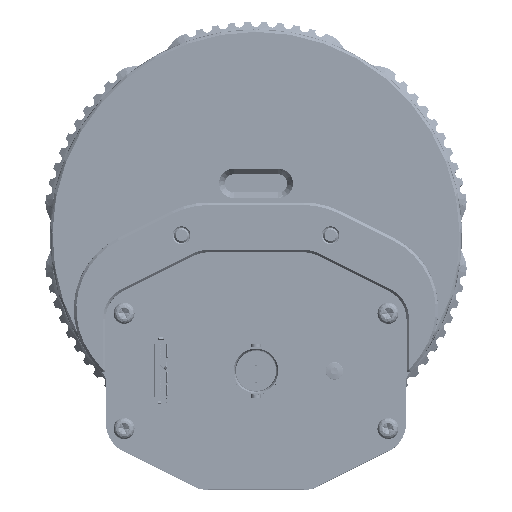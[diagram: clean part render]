
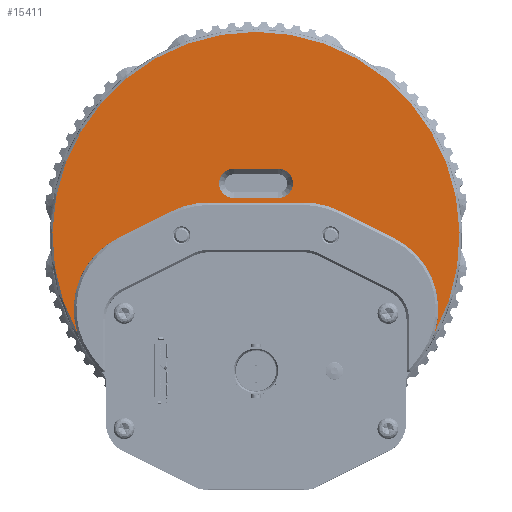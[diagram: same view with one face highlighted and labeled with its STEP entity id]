
A CAD part, top view. The second image highlights one B-rep face of the part: STEP entity #15411.
In plain terms, the highlighted planar face has unit normal (0, 0, 1).
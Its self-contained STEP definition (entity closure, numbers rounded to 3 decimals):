
#11718 = VERTEX_POINT ( 'NONE', #245983 ) ;
#12159 = VERTEX_POINT ( 'NONE', #182831 ) ;
#15411 = ADVANCED_FACE ( 'NONE', ( #27421, #27165 ), #27027, .T. ) ;
#23297 = DIRECTION ( 'NONE',  ( 1., 0., 0. ) ) ;
#23351 = DIRECTION ( 'NONE',  ( 0., 0., 1. ) ) ;
#23414 = CARTESIAN_POINT ( 'NONE',  ( 0., 0., -4.488 ) ) ;
#26643 = DIRECTION ( 'NONE',  ( 1., 0., 0. ) ) ;
#27027 = PLANE ( 'NONE',  #306153 ) ;
#27165 = FACE_OUTER_BOUND ( 'NONE', #277433, .T. ) ;
#27421 = FACE_BOUND ( 'NONE', #30778, .T. ) ;
#28180 = VERTEX_POINT ( 'NONE', #167036 ) ;
#30778 = EDGE_LOOP ( 'NONE', ( #50004, #132701, #249814, #240440 ) ) ;
#31619 = VERTEX_POINT ( 'NONE', #52503 ) ;
#31750 = CARTESIAN_POINT ( 'NONE',  ( 20.695, 12.501, -4.488 ) ) ;
#37765 = ORIENTED_EDGE ( 'NONE', *, *, #275303, .F. ) ;
#39127 = AXIS2_PLACEMENT_3D ( 'NONE', #300207, #74141, #174699 ) ;
#42428 = CIRCLE ( 'NONE', #226713, 16.35 ) ;
#42664 = VECTOR ( 'NONE', #307639, 1000. ) ;
#47526 = CARTESIAN_POINT ( 'NONE',  ( 16.925, 32.274, -4.488 ) ) ;
#47676 = CARTESIAN_POINT ( 'NONE',  ( 4.5, 40.85, -4.488 ) ) ;
#47850 = AXIS2_PLACEMENT_3D ( 'NONE', #151985, #252574, #26643 ) ;
#49619 = CARTESIAN_POINT ( 'NONE',  ( -27.85, 26.812, -4.488 ) ) ;
#50004 = ORIENTED_EDGE ( 'NONE', *, *, #219923, .T. ) ;
#50256 = CARTESIAN_POINT ( 'NONE',  ( 9.613, 17.65, -4.488 ) ) ;
#51016 = ORIENTED_EDGE ( 'NONE', *, *, #123423, .T. ) ;
#51158 = DIRECTION ( 'NONE',  ( 0., 0., 1. ) ) ;
#51428 = AXIS2_PLACEMENT_3D ( 'NONE', #84827, #185311, #286137 ) ;
#52314 = CIRCLE ( 'NONE', #236535, 2.95 ) ;
#52503 = CARTESIAN_POINT ( 'NONE',  ( -9.613, 34., -4.488 ) ) ;
#61859 = DIRECTION ( 'NONE',  ( 1., 0., 0. ) ) ;
#66606 = CIRCLE ( 'NONE', #250951, 16. ) ;
#72721 = CARTESIAN_POINT ( 'NONE',  ( 27.85, 26.812, -4.488 ) ) ;
#74141 = DIRECTION ( 'NONE',  ( 0., 0., 1. ) ) ;
#84827 = CARTESIAN_POINT ( 'NONE',  ( -9.613, 17.65, -4.488 ) ) ;
#91406 = CARTESIAN_POINT ( 'NONE',  ( 9.613, 34., -4.488 ) ) ;
#91899 = DIRECTION ( 'NONE',  ( 0., 0., -1. ) ) ;
#92816 = CARTESIAN_POINT ( 'NONE',  ( -4.5, 34.95, -4.488 ) ) ;
#99107 = LINE ( 'NONE', #199630, #170142 ) ;
#100660 = LINE ( 'NONE', #201203, #206073 ) ;
#104934 = VERTEX_POINT ( 'NONE', #91406 ) ;
#106224 = LINE ( 'NONE', #206782, #42664 ) ;
#123423 = EDGE_CURVE ( 'NONE', #12159, #272257, #282173, .T. ) ;
#124389 = ORIENTED_EDGE ( 'NONE', *, *, #267900, .F. ) ;
#132385 = DIRECTION ( 'NONE',  ( 0., 0., 1. ) ) ;
#132701 = ORIENTED_EDGE ( 'NONE', *, *, #151937, .T. ) ;
#139915 = AXIS2_PLACEMENT_3D ( 'NONE', #277196, #51158, #151727 ) ;
#148158 = DIRECTION ( 'NONE',  ( -0.894, 0.447, 0. ) ) ;
#150891 = DIRECTION ( 'NONE',  ( 0., 0., 1. ) ) ;
#151727 = DIRECTION ( 'NONE',  ( 1., 0., 0. ) ) ;
#151937 = EDGE_CURVE ( 'NONE', #28180, #188997, #187142, .T. ) ;
#151985 = CARTESIAN_POINT ( 'NONE',  ( -4.5, 37.9, -4.488 ) ) ;
#153536 = EDGE_CURVE ( 'NONE', #203205, #104934, #42428, .T. ) ;
#162364 = EDGE_CURVE ( 'NONE', #11718, #290327, #106224, .T. ) ;
#167036 = CARTESIAN_POINT ( 'NONE',  ( -4.5, 40.85, -4.488 ) ) ;
#168520 = CARTESIAN_POINT ( 'NONE',  ( -35.958, 7.701, -4.488 ) ) ;
#170142 = VECTOR ( 'NONE', #300400, 1000. ) ;
#174699 = DIRECTION ( 'NONE',  ( 1., 0., 0. ) ) ;
#181247 = CIRCLE ( 'NONE', #39127, 16. ) ;
#182831 = CARTESIAN_POINT ( 'NONE',  ( 35.958, 7.701, -4.488 ) ) ;
#185311 = DIRECTION ( 'NONE',  ( 0., 0., 1. ) ) ;
#187142 = LINE ( 'NONE', #287938, #321488 ) ;
#188997 = VERTEX_POINT ( 'NONE', #47676 ) ;
#190054 = CIRCLE ( 'NONE', #47850, 2.95 ) ;
#191926 = EDGE_CURVE ( 'NONE', #238563, #203205, #273633, .T. ) ;
#192421 = DIRECTION ( 'NONE',  ( 1., 0., 0. ) ) ;
#193559 = CIRCLE ( 'NONE', #51428, 16.35 ) ;
#199630 = CARTESIAN_POINT ( 'NONE',  ( -4.5, 34.95, -4.488 ) ) ;
#201203 = CARTESIAN_POINT ( 'NONE',  ( -9.613, 34., -4.488 ) ) ;
#202111 = VERTEX_POINT ( 'NONE', #206715 ) ;
#203205 = VERTEX_POINT ( 'NONE', #262543 ) ;
#206073 = VECTOR ( 'NONE', #301987, 1000. ) ;
#206715 = CARTESIAN_POINT ( 'NONE',  ( 4.5, 34.95, -4.488 ) ) ;
#206782 = CARTESIAN_POINT ( 'NONE',  ( -27.85, 26.812, -4.488 ) ) ;
#212876 = EDGE_CURVE ( 'NONE', #188997, #202111, #52314, .T. ) ;
#219923 = EDGE_CURVE ( 'NONE', #259772, #28180, #190054, .T. ) ;
#220833 = ORIENTED_EDGE ( 'NONE', *, *, #191926, .F. ) ;
#226713 = AXIS2_PLACEMENT_3D ( 'NONE', #50256, #150891, #251463 ) ;
#229039 = ORIENTED_EDGE ( 'NONE', *, *, #316815, .F. ) ;
#232788 = DIRECTION ( 'NONE',  ( 1., 0., 0. ) ) ;
#236535 = AXIS2_PLACEMENT_3D ( 'NONE', #318031, #91899, #192421 ) ;
#238563 = VERTEX_POINT ( 'NONE', #72721 ) ;
#240440 = ORIENTED_EDGE ( 'NONE', *, *, #240552, .T. ) ;
#240552 = EDGE_CURVE ( 'NONE', #202111, #259772, #99107, .T. ) ;
#245983 = CARTESIAN_POINT ( 'NONE',  ( -16.925, 32.274, -4.488 ) ) ;
#249814 = ORIENTED_EDGE ( 'NONE', *, *, #212876, .T. ) ;
#250951 = AXIS2_PLACEMENT_3D ( 'NONE', #31750, #132385, #232788 ) ;
#251463 = DIRECTION ( 'NONE',  ( 1., 0., 0. ) ) ;
#252574 = DIRECTION ( 'NONE',  ( 0., 0., -1. ) ) ;
#259772 = VERTEX_POINT ( 'NONE', #92816 ) ;
#262543 = CARTESIAN_POINT ( 'NONE',  ( 16.925, 32.274, -4.488 ) ) ;
#267065 = VECTOR ( 'NONE', #148158, 1000. ) ;
#267900 = EDGE_CURVE ( 'NONE', #31619, #11718, #193559, .T. ) ;
#268247 = ORIENTED_EDGE ( 'NONE', *, *, #153536, .F. ) ;
#272257 = VERTEX_POINT ( 'NONE', #168520 ) ;
#273633 = LINE ( 'NONE', #47526, #267065 ) ;
#275303 = EDGE_CURVE ( 'NONE', #12159, #238563, #66606, .T. ) ;
#277196 = CARTESIAN_POINT ( 'NONE',  ( 0., 27.4, -4.488 ) ) ;
#277433 = EDGE_LOOP ( 'NONE', ( #37765, #51016, #299150, #316691, #124389, #229039, #268247, #220833 ) ) ;
#282173 = CIRCLE ( 'NONE', #139915, 41. ) ;
#286137 = DIRECTION ( 'NONE',  ( 1., 0., 0. ) ) ;
#287938 = CARTESIAN_POINT ( 'NONE',  ( 4.5, 40.85, -4.488 ) ) ;
#290327 = VERTEX_POINT ( 'NONE', #49619 ) ;
#299150 = ORIENTED_EDGE ( 'NONE', *, *, #300548, .F. ) ;
#300207 = CARTESIAN_POINT ( 'NONE',  ( -20.695, 12.501, -4.488 ) ) ;
#300400 = DIRECTION ( 'NONE',  ( -1., 0., 0. ) ) ;
#300548 = EDGE_CURVE ( 'NONE', #290327, #272257, #181247, .T. ) ;
#301987 = DIRECTION ( 'NONE',  ( -1., 0., 0. ) ) ;
#306153 = AXIS2_PLACEMENT_3D ( 'NONE', #23414, #23351, #23297 ) ;
#307639 = DIRECTION ( 'NONE',  ( -0.894, -0.447, 0. ) ) ;
#316691 = ORIENTED_EDGE ( 'NONE', *, *, #162364, .F. ) ;
#316815 = EDGE_CURVE ( 'NONE', #104934, #31619, #100660, .T. ) ;
#318031 = CARTESIAN_POINT ( 'NONE',  ( 4.5, 37.9, -4.488 ) ) ;
#321488 = VECTOR ( 'NONE', #61859, 1000. ) ;
